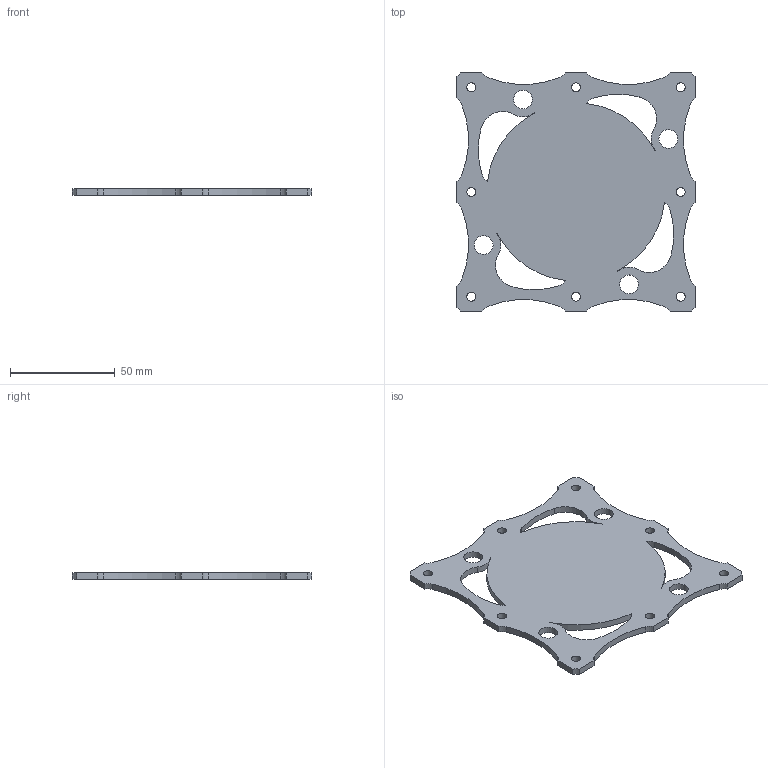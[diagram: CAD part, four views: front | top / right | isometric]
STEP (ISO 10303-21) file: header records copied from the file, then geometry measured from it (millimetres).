
FILE_DESCRIPTION(/* description */ (''),/* implementation_level */ '2;1');
FILE_NAME(/* name */ 'alta plate battery velcro.stp',/* time_stamp */ '2024-04-18T13:13:43-07:00',/* author */ ('Eli'),/* organization */ (''),/* preprocessor_version */ 'ST-DEVELOPER v19.2',/* originating_system */ 'Autodesk Inventor 2024',/* authorisation */ '');
FILE_SCHEMA (('AUTOMOTIVE_DESIGN { 1 0 10303 214 3 1 1 }'));
Length unit declared in the file: inch
Products named in the file (1): alta plate battery velcro
Bounding box: 114.3 x 114.3 x 3.17 mm (x, y, z)
Volume: 31901.1 mm3; surface area: 23551.1 mm2
Topology: 1 solids, 1 shells, 94 faces, 276 edges, 168 vertices
Faces by surface type: cylinder 80, plane 14
Full cylindrical faces by diameter (mm): 4.3 x8, 8.96 x4
Entity records: 3297 total; most frequent: DIRECTION 626, ORIENTED_EDGE 552, CARTESIAN_POINT 539, EDGE_CURVE 276, AXIS2_PLACEMENT_3D 255, VERTEX_POINT 168, CIRCLE 160, EDGE_LOOP 126
